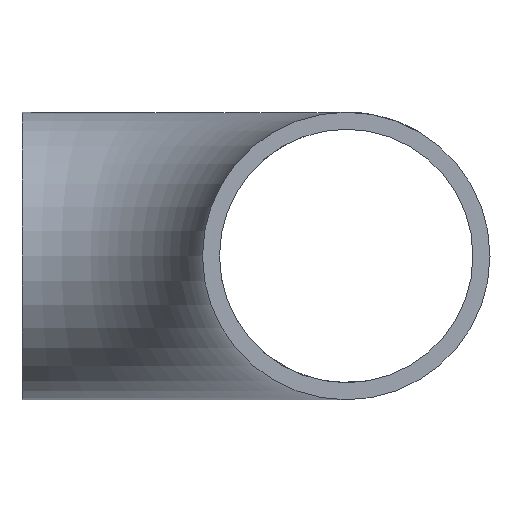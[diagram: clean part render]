
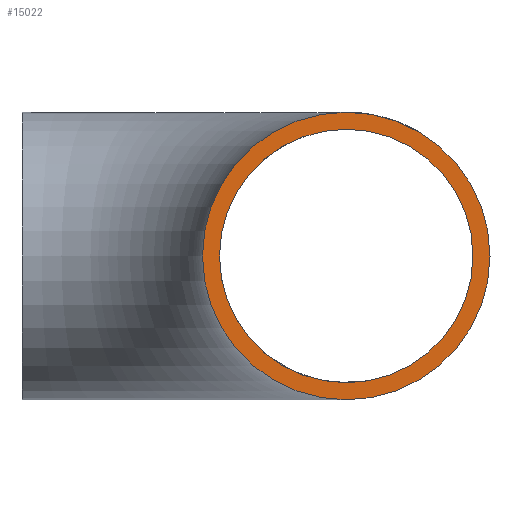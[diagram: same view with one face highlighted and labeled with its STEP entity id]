
A CAD part, left-side view. The second image highlights one B-rep face of the part: STEP entity #15022.
In plain terms, the highlighted planar face has unit normal (-1, 0, 0).
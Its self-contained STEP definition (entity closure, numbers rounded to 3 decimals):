
#333 = PLANE ( 'NONE',  #11979 ) ;
#737 = EDGE_LOOP ( 'NONE', ( #9014, #2834 ) ) ;
#2511 = ORIENTED_EDGE ( 'NONE', *, *, #13199, .F. ) ;
#2772 = EDGE_CURVE ( 'NONE', #16902, #13714, #13734, .T. ) ;
#2834 = ORIENTED_EDGE ( 'NONE', *, *, #9307, .T. ) ;
#2915 = DIRECTION ( 'NONE',  ( 1., 0., 0. ) ) ;
#3296 = CIRCLE ( 'NONE', #8740, 14.85 ) ;
#3364 = CARTESIAN_POINT ( 'NONE',  ( 0., 0., 14.85 ) ) ;
#3814 = CARTESIAN_POINT ( 'NONE',  ( 0., 0., 0. ) ) ;
#4116 = VERTEX_POINT ( 'NONE', #3364 ) ;
#4295 = CARTESIAN_POINT ( 'NONE',  ( 0., 0., -14.85 ) ) ;
#4910 = DIRECTION ( 'NONE',  ( 0., 0., -1. ) ) ;
#5392 = DIRECTION ( 'NONE',  ( 0., 0., -1. ) ) ;
#5682 = DIRECTION ( 'NONE',  ( 1., 0., 0. ) ) ;
#5818 = AXIS2_PLACEMENT_3D ( 'NONE', #14726, #2915, #10961 ) ;
#5835 = CARTESIAN_POINT ( 'NONE',  ( 0., 0., 16.85 ) ) ;
#6472 = VERTEX_POINT ( 'NONE', #4295 ) ;
#7350 = CARTESIAN_POINT ( 'NONE',  ( 0., 0., 0. ) ) ;
#8020 = ORIENTED_EDGE ( 'NONE', *, *, #2772, .F. ) ;
#8557 = AXIS2_PLACEMENT_3D ( 'NONE', #3814, #9019, #4910 ) ;
#8740 = AXIS2_PLACEMENT_3D ( 'NONE', #9678, #5682, #13350 ) ;
#8969 = CIRCLE ( 'NONE', #10050, 16.85 ) ;
#9014 = ORIENTED_EDGE ( 'NONE', *, *, #16001, .T. ) ;
#9019 = DIRECTION ( 'NONE',  ( 1., 0., 0. ) ) ;
#9307 = EDGE_CURVE ( 'NONE', #6472, #4116, #16742, .T. ) ;
#9523 = DIRECTION ( 'NONE',  ( 0., 0., -1. ) ) ;
#9678 = CARTESIAN_POINT ( 'NONE',  ( 0., 0., 0. ) ) ;
#10050 = AXIS2_PLACEMENT_3D ( 'NONE', #7350, #16947, #5392 ) ;
#10801 = DIRECTION ( 'NONE',  ( 1., 0., 0. ) ) ;
#10882 = FACE_OUTER_BOUND ( 'NONE', #15605, .T. ) ;
#10961 = DIRECTION ( 'NONE',  ( 0., 0., -1. ) ) ;
#11979 = AXIS2_PLACEMENT_3D ( 'NONE', #13547, #10801, #9523 ) ;
#12436 = FACE_BOUND ( 'NONE', #737, .T. ) ;
#13029 = CARTESIAN_POINT ( 'NONE',  ( 0., 0., -16.85 ) ) ;
#13199 = EDGE_CURVE ( 'NONE', #13714, #16902, #8969, .T. ) ;
#13350 = DIRECTION ( 'NONE',  ( 0., 0., -1. ) ) ;
#13547 = CARTESIAN_POINT ( 'NONE',  ( 0., 0., 0. ) ) ;
#13714 = VERTEX_POINT ( 'NONE', #13029 ) ;
#13734 = CIRCLE ( 'NONE', #8557, 16.85 ) ;
#14726 = CARTESIAN_POINT ( 'NONE',  ( 0., 0., 0. ) ) ;
#15022 = ADVANCED_FACE ( 'NONE', ( #12436, #10882 ), #333, .F. ) ;
#15605 = EDGE_LOOP ( 'NONE', ( #2511, #8020 ) ) ;
#16001 = EDGE_CURVE ( 'NONE', #4116, #6472, #3296, .T. ) ;
#16742 = CIRCLE ( 'NONE', #5818, 14.85 ) ;
#16902 = VERTEX_POINT ( 'NONE', #5835 ) ;
#16947 = DIRECTION ( 'NONE',  ( 1., 0., 0. ) ) ;
